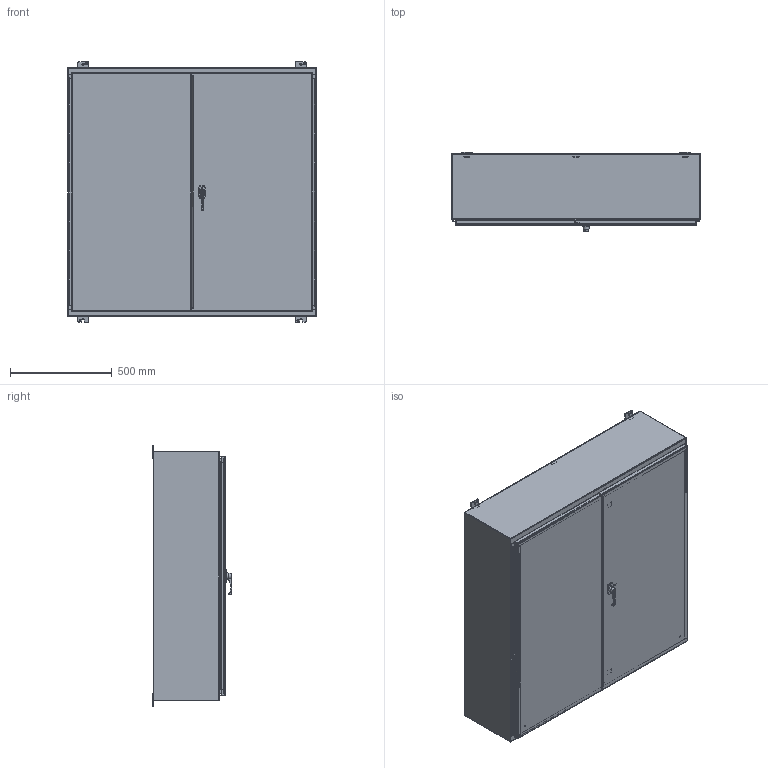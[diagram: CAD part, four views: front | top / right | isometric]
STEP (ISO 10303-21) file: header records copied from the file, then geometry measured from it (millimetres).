
FILE_DESCRIPTION (( 'STEP AP214' ), '1' );
FILE_NAME ('1422WW12.STEP', '2019-11-07T23:09:12', ( '' ), ( '' ), 'SwSTEP 2.0', 'SolidWorks 2019', '' );
FILE_SCHEMA (( 'AUTOMOTIVE_DESIGN' ));
Length unit declared in the file: inch
Products named in the file (1): 1422WW12
Bounding box: 1220.79 x 387.97 x 1279.53 mm (x, y, z)
Surface area: 13798958 mm2 (no closed solid volume)
Topology: 0 solids, 89 shells, 1897 faces, 4770 edges, 3076 vertices
Faces by surface type: plane 1198, cylinder 573, bspline 111, cone 11, torus 4
Full cylindrical faces by diameter (mm): 2.54 x2, 3.239 x2, 3.967 x2, 4.572 x2, 4.762 x7, 4.763 x1, 4.801 x2, 4.978 x2, 5.461 x4, 5.537 x4, 5.563 x1, 6.35 x5, 7.137 x4, 7.722 x16, 7.805 x11, 7.937 x8, 7.938 x2, 8.382 x8, 9.525 x8, 10.211 x2, 11.113 x4, 11.125 x1, 11.303 x8, 12.7 x6, 14.287 x2, 14.288 x6, 15.24 x1, 16.51 x8, 19.05 x4, 20.904 x1
Entity records: 62046 total; most frequent: CARTESIAN_POINT 16330, ORIENTED_EDGE 9096, DIRECTION 8955, EDGE_CURVE 4559, VECTOR 3127, LINE 3127, VERTEX_POINT 3061, AXIS2_PLACEMENT_3D 2914
